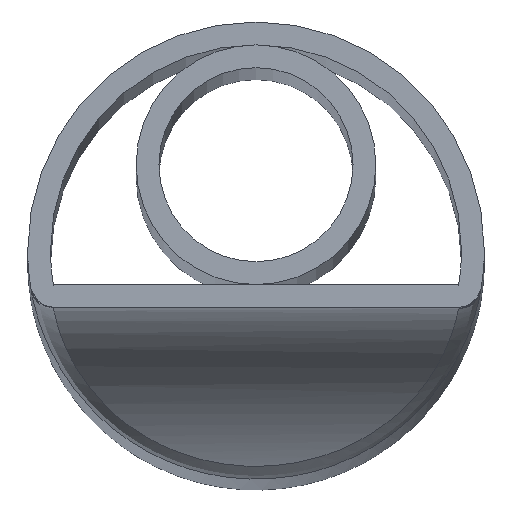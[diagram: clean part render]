
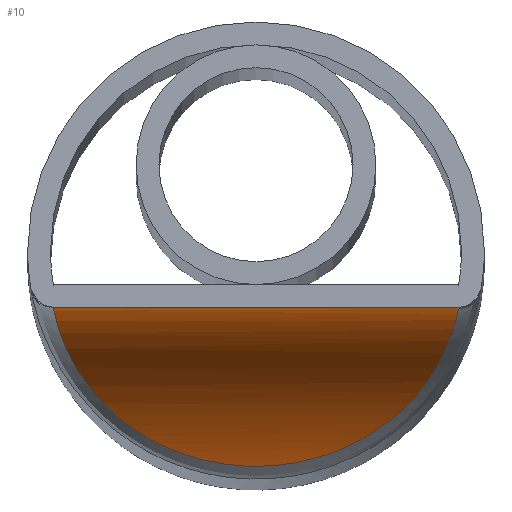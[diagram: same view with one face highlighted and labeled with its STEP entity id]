
A CAD part, top view. The second image highlights one B-rep face of the part: STEP entity #10.
In plain terms, the highlighted cylindrical face has radius 2.513 mm (diameter 5.027 mm), a partial arc.
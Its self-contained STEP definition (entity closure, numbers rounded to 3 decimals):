
#2 = EDGE_LOOP ( 'NONE', ( #532, #1059 ) ) ;
#10 = ADVANCED_FACE ( 'NONE', ( #1024 ), #99, .F. ) ;
#19 = B_SPLINE_CURVE_WITH_KNOTS ( 'NONE', 3,
 ( #1060, #383, #309, #476, #548, #867, #518, #1051, #599, #129, #905, #379, #694, #1093, #472, #864, #1049, #602, #780, #944, #33, #436, #621, #512, #807, #369, #1084, #217, #878, #795 ),
 .UNSPECIFIED., .F., .F.,
 ( 4, 2, 2, 2, 2, 2, 2, 2, 2, 2, 2, 2, 2, 2, 4 ),
 ( 0., 0.001, 0.001, 0.002, 0.002, 0.003, 0.003, 0.004, 0.004, 0.005, 0.005, 0.006, 0.006, 0.007, 0.008 ),
 .UNSPECIFIED. ) ;
#33 = CARTESIAN_POINT ( 'NONE',  ( 1.148, -1.513, 27.98 ) ) ;
#99 = CYLINDRICAL_SURFACE ( 'NONE', #368, 2.513 ) ;
#115 = CARTESIAN_POINT ( 'NONE',  ( -2., -3.013, 30. ) ) ;
#129 = CARTESIAN_POINT ( 'NONE',  ( -1.14, -1.519, 27.976 ) ) ;
#147 = DIRECTION ( 'NONE',  ( -1., 0., 0. ) ) ;
#175 = DIRECTION ( 'NONE',  ( 1., 0., 0. ) ) ;
#217 = CARTESIAN_POINT ( 'NONE',  ( 1.767, -0.56, 29.374 ) ) ;
#309 = CARTESIAN_POINT ( 'NONE',  ( -1.767, -0.56, 29.373 ) ) ;
#368 = AXIS2_PLACEMENT_3D ( 'NONE', #115, #175, #757 ) ;
#369 = CARTESIAN_POINT ( 'NONE',  ( 1.692, -0.797, 28.805 ) ) ;
#379 = CARTESIAN_POINT ( 'NONE',  ( -0.754, -1.743, 27.83 ) ) ;
#383 = CARTESIAN_POINT ( 'NONE',  ( -1.775, -0.5, 29.686 ) ) ;
#415 = VERTEX_POINT ( 'NONE', #719 ) ;
#436 = CARTESIAN_POINT ( 'NONE',  ( 1.351, -1.332, 28.129 ) ) ;
#472 = CARTESIAN_POINT ( 'NONE',  ( -0.153, -1.89, 27.752 ) ) ;
#476 = CARTESIAN_POINT ( 'NONE',  ( -1.716, -0.729, 28.94 ) ) ;
#512 = CARTESIAN_POINT ( 'NONE',  ( 1.57, -1.046, 28.43 ) ) ;
#518 = CARTESIAN_POINT ( 'NONE',  ( -1.567, -1.051, 28.424 ) ) ;
#524 = VERTEX_POINT ( 'NONE', #967 ) ;
#532 = ORIENTED_EDGE ( 'NONE', *, *, #718, .T. ) ;
#548 = CARTESIAN_POINT ( 'NONE',  ( -1.691, -0.799, 28.801 ) ) ;
#599 = CARTESIAN_POINT ( 'NONE',  ( -1.346, -1.337, 28.124 ) ) ;
#602 = CARTESIAN_POINT ( 'NONE',  ( 0.618, -1.795, 27.802 ) ) ;
#621 = CARTESIAN_POINT ( 'NONE',  ( 1.435, -1.235, 28.218 ) ) ;
#625 = LINE ( 'NONE', #1004, #847 ) ;
#694 = CARTESIAN_POINT ( 'NONE',  ( -0.61, -1.798, 27.8 ) ) ;
#718 = EDGE_CURVE ( 'NONE', #524, #415, #625, .T. ) ;
#719 = CARTESIAN_POINT ( 'NONE',  ( -1.775, -0.5, 30. ) ) ;
#757 = DIRECTION ( 'NONE',  ( 0., 0., -1. ) ) ;
#780 = CARTESIAN_POINT ( 'NONE',  ( 0.764, -1.738, 27.832 ) ) ;
#795 = CARTESIAN_POINT ( 'NONE',  ( 1.775, -0.5, 30. ) ) ;
#807 = CARTESIAN_POINT ( 'NONE',  ( 1.619, -0.957, 28.547 ) ) ;
#847 = VECTOR ( 'NONE', #147, 1000. ) ;
#864 = CARTESIAN_POINT ( 'NONE',  ( 0.162, -1.889, 27.752 ) ) ;
#867 = CARTESIAN_POINT ( 'NONE',  ( -1.617, -0.959, 28.544 ) ) ;
#878 = CARTESIAN_POINT ( 'NONE',  ( 1.775, -0.5, 29.686 ) ) ;
#905 = CARTESIAN_POINT ( 'NONE',  ( -1.019, -1.604, 27.918 ) ) ;
#944 = CARTESIAN_POINT ( 'NONE',  ( 1.027, -1.599, 27.921 ) ) ;
#967 = CARTESIAN_POINT ( 'NONE',  ( 1.775, -0.5, 30. ) ) ;
#1004 = CARTESIAN_POINT ( 'NONE',  ( -2., -0.5, 30. ) ) ;
#1024 = FACE_OUTER_BOUND ( 'NONE', #2, .T. ) ;
#1049 = CARTESIAN_POINT ( 'NONE',  ( 0.318, -1.869, 27.762 ) ) ;
#1051 = CARTESIAN_POINT ( 'NONE',  ( -1.432, -1.239, 28.215 ) ) ;
#1059 = ORIENTED_EDGE ( 'NONE', *, *, #1101, .T. ) ;
#1060 = CARTESIAN_POINT ( 'NONE',  ( -1.775, -0.5, 30. ) ) ;
#1084 = CARTESIAN_POINT ( 'NONE',  ( 1.717, -0.727, 28.945 ) ) ;
#1093 = CARTESIAN_POINT ( 'NONE',  ( -0.307, -1.871, 27.761 ) ) ;
#1101 = EDGE_CURVE ( 'NONE', #415, #524, #19, .T. ) ;
